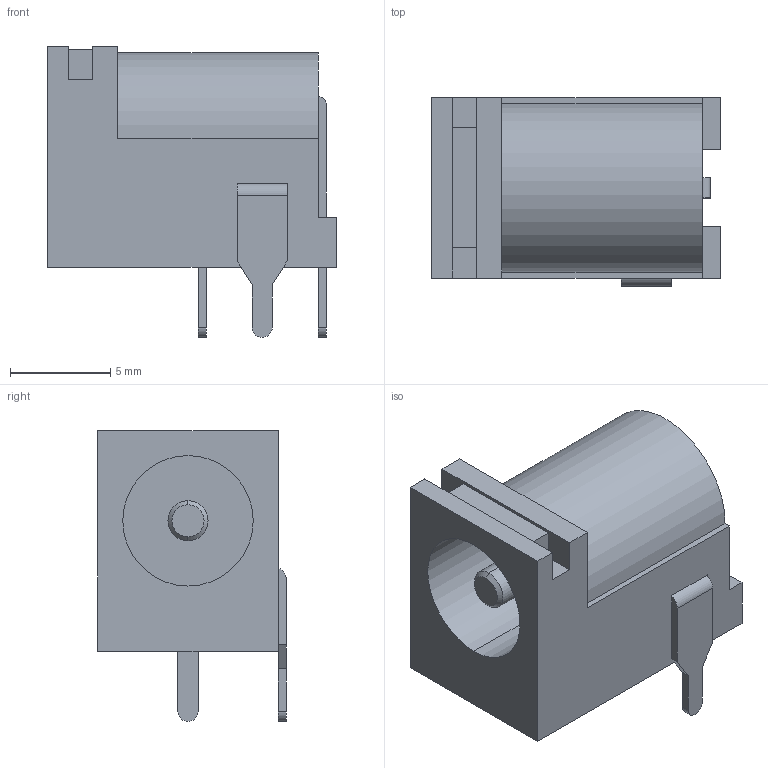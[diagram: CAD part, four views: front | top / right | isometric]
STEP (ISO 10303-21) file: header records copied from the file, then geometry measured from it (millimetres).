
FILE_DESCRIPTION (( 'STEP AP203' ), '1' );
FILE_NAME ('PJ-102AH.STEP', '2021-03-26T11:18:28', ( '' ), ( '' ), 'SwSTEP 2.0', 'SolidWorks 2018', '' );
FILE_SCHEMA (( 'CONFIG_CONTROL_DESIGN' ));
Length unit declared in the file: millimetre
Products named in the file (2): PJ-102AH
Bounding box: 14.4 x 9.4 x 14.5 mm (x, y, z)
Volume: 945.2 mm3; surface area: 1084.4 mm2
Topology: 3 solids, 3 shells, 66 faces, 167 edges, 110 vertices
Faces by surface type: plane 50, cylinder 14, cone 2
Entity records: 2120 total; most frequent: CARTESIAN_POINT 345, ORIENTED_EDGE 334, DIRECTION 333, EDGE_CURVE 167, LINE 137, VECTOR 137, VERTEX_POINT 110, AXIS2_PLACEMENT_3D 98
